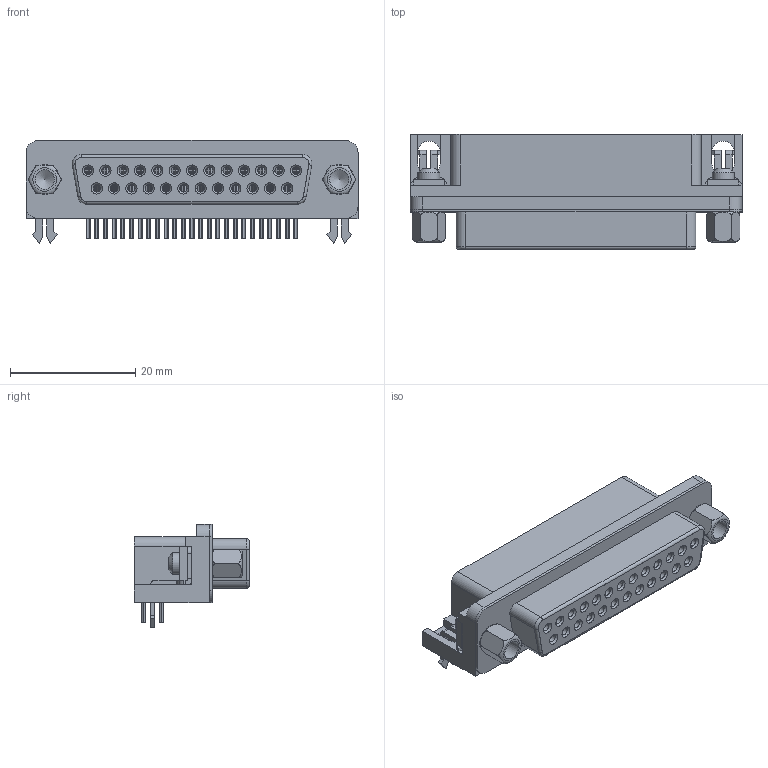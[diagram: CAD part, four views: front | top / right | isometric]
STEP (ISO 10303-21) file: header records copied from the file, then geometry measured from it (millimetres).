
FILE_DESCRIPTION(/* description */ ('Unknown'),/* implementation_level */ '2;1');
FILE_NAME(/* name */ '618025231121',/* time_stamp */ '2018-11-07T12:00:55+01:00',/* author */ ('Unknown'),/* organization */ ('Unknown'),/* preprocessor_version */ 'ST-DEVELOPER v16.7',/* originating_system */ 'DEX',/* authorisation */ $);
FILE_SCHEMA (('AUTOMOTIVE_DESIGN {1 0 10303 214 3 1 1}'));
Length unit declared in the file: millimetre
Products named in the file (9): 6180xx231121; 6180252xxx21; 6180252xxx21_ARRIERE; 6180xx2xxx21_PIN _COURTE; 6180xx2xxx21_PIN _LONGUE; 6180xx2xxx21_CLIP; 6180xx2xxx21_SERRAGE; 6180xx2xxx21_VISSE
Assembly tree (34 placements, depth 2):
  6180xx231121
    6180252xxx21
    6180252xxx21_ARRIERE
    6180xx2xxx21_PIN _COURTE  x12
    6180252xxx21
    6180xx2xxx21_PIN _LONGUE  x13
    6180xx2xxx21_CLIP  x2
    6180xx2xxx21_SERRAGE  x2
    6180xx2xxx21_VISSE  x2
Bounding box: 53.1 x 18.4 x 16.5 mm (x, y, z)
Volume: 6827.2 mm3; surface area: 13022.4 mm2
Topology: 34 solids, 34 shells, 3232 faces, 8564 edges, 5426 vertices
Faces by surface type: plane 2138, cylinder 797, bspline 200, torus 62, cone 35
Full cylindrical faces by diameter (mm): 1.2 x25, 3.121 x4, 3.5 x2, 4 x8
Entity records: 28364 total; most frequent: CARTESIAN_POINT 5543, ORIENTED_EDGE 4612, DIRECTION 4428, EDGE_CURVE 2306, LINE 1964, VECTOR 1964, VERTEX_POINT 1503, AXIS2_PLACEMENT_3D 1232
